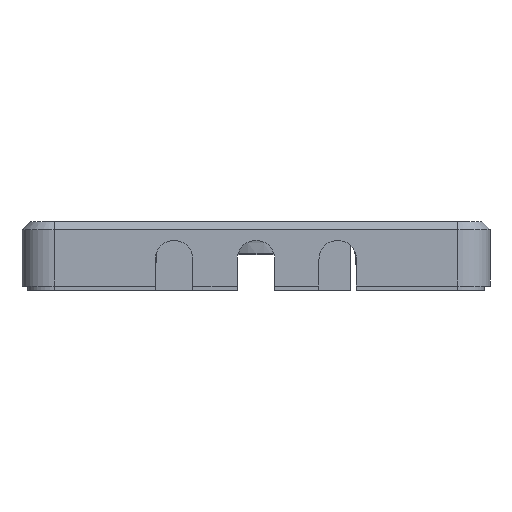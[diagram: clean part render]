
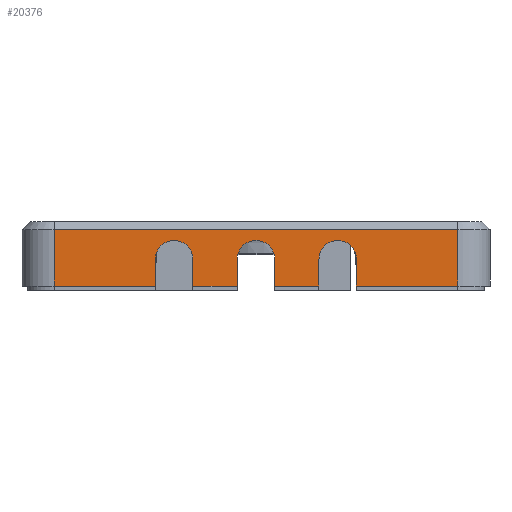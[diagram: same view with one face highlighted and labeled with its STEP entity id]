
A CAD part, front view. The second image highlights one B-rep face of the part: STEP entity #20376.
In plain terms, the highlighted planar face has unit normal (0, -1, 0).
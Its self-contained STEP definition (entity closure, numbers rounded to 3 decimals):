
#2755=LINE('',#36309,#4823);
#2759=LINE('',#36322,#4827);
#2761=LINE('',#36328,#4829);
#2762=LINE('',#36330,#4830);
#2763=LINE('',#36332,#4831);
#2764=LINE('',#36336,#4832);
#2765=LINE('',#36338,#4833);
#2766=LINE('',#36340,#4834);
#2767=LINE('',#36344,#4835);
#2768=LINE('',#36346,#4836);
#2769=LINE('',#36348,#4837);
#2770=LINE('',#36352,#4838);
#2771=LINE('',#36353,#4839);
#4823=VECTOR('',#24737,10.);
#4827=VECTOR('',#24753,10.);
#4829=VECTOR('',#24759,10.);
#4830=VECTOR('',#24760,10.);
#4831=VECTOR('',#24761,10.);
#4832=VECTOR('',#24764,10.);
#4833=VECTOR('',#24765,10.);
#4834=VECTOR('',#24766,10.);
#4835=VECTOR('',#24769,10.);
#4836=VECTOR('',#24770,10.);
#4837=VECTOR('',#24771,10.);
#4838=VECTOR('',#24774,10.);
#4839=VECTOR('',#24775,10.);
#6297=FACE_OUTER_BOUND('',#7515,.T.);
#7515=EDGE_LOOP('',(#17744,#17745,#17746,#17747,#17748,#17749,#17750,#17751,
#17752,#17753,#17754,#17755,#17756,#17757,#17758,#17759));
#7879=CIRCLE('',#21315,3.5);
#7880=CIRCLE('',#21316,3.5);
#7881=CIRCLE('',#21317,3.5);
#9623=VERTEX_POINT('',#36299);
#9625=VERTEX_POINT('',#36307);
#9628=VERTEX_POINT('',#36321);
#9630=VERTEX_POINT('',#36327);
#9631=VERTEX_POINT('',#36329);
#9632=VERTEX_POINT('',#36331);
#9633=VERTEX_POINT('',#36333);
#9634=VERTEX_POINT('',#36335);
#9635=VERTEX_POINT('',#36337);
#9636=VERTEX_POINT('',#36339);
#9637=VERTEX_POINT('',#36341);
#9638=VERTEX_POINT('',#36343);
#9639=VERTEX_POINT('',#36345);
#9640=VERTEX_POINT('',#36347);
#9641=VERTEX_POINT('',#36349);
#9642=VERTEX_POINT('',#36351);
#12392=EDGE_CURVE('',#9623,#9625,#2755,.T.);
#12398=EDGE_CURVE('',#9628,#9625,#2759,.T.);
#12401=EDGE_CURVE('',#9630,#9623,#2761,.T.);
#12402=EDGE_CURVE('',#9631,#9630,#2762,.T.);
#12403=EDGE_CURVE('',#9632,#9631,#2763,.T.);
#12404=EDGE_CURVE('',#9633,#9632,#7879,.T.);
#12405=EDGE_CURVE('',#9633,#9634,#2764,.T.);
#12406=EDGE_CURVE('',#9635,#9634,#2765,.T.);
#12407=EDGE_CURVE('',#9636,#9635,#2766,.T.);
#12408=EDGE_CURVE('',#9637,#9636,#7880,.T.);
#12409=EDGE_CURVE('',#9637,#9638,#2767,.T.);
#12410=EDGE_CURVE('',#9639,#9638,#2768,.T.);
#12411=EDGE_CURVE('',#9640,#9639,#2769,.T.);
#12412=EDGE_CURVE('',#9641,#9640,#7881,.T.);
#12413=EDGE_CURVE('',#9641,#9642,#2770,.T.);
#12414=EDGE_CURVE('',#9628,#9642,#2771,.T.);
#17744=ORIENTED_EDGE('',*,*,#12392,.F.);
#17745=ORIENTED_EDGE('',*,*,#12401,.F.);
#17746=ORIENTED_EDGE('',*,*,#12402,.F.);
#17747=ORIENTED_EDGE('',*,*,#12403,.F.);
#17748=ORIENTED_EDGE('',*,*,#12404,.F.);
#17749=ORIENTED_EDGE('',*,*,#12405,.T.);
#17750=ORIENTED_EDGE('',*,*,#12406,.F.);
#17751=ORIENTED_EDGE('',*,*,#12407,.F.);
#17752=ORIENTED_EDGE('',*,*,#12408,.F.);
#17753=ORIENTED_EDGE('',*,*,#12409,.T.);
#17754=ORIENTED_EDGE('',*,*,#12410,.F.);
#17755=ORIENTED_EDGE('',*,*,#12411,.F.);
#17756=ORIENTED_EDGE('',*,*,#12412,.F.);
#17757=ORIENTED_EDGE('',*,*,#12413,.T.);
#17758=ORIENTED_EDGE('',*,*,#12414,.F.);
#17759=ORIENTED_EDGE('',*,*,#12398,.T.);
#19343=PLANE('',#21314);
#20376=ADVANCED_FACE('',(#6297),#19343,.T.);
#21314=AXIS2_PLACEMENT_3D('',#36326,#24757,#24758);
#21315=AXIS2_PLACEMENT_3D('',#36334,#24762,#24763);
#21316=AXIS2_PLACEMENT_3D('',#36342,#24767,#24768);
#21317=AXIS2_PLACEMENT_3D('',#36350,#24772,#24773);
#24737=DIRECTION('',(1.,0.,0.));
#24753=DIRECTION('',(0.,0.,1.));
#24757=DIRECTION('center_axis',(0.,-1.,0.));
#24758=DIRECTION('ref_axis',(1.,0.,0.));
#24759=DIRECTION('',(0.,0.,1.));
#24760=DIRECTION('',(-1.,0.,0.));
#24761=DIRECTION('',(0.,0.,-1.));
#24762=DIRECTION('center_axis',(0.,-1.,0.));
#24763=DIRECTION('ref_axis',(0.707,0.,0.707));
#24764=DIRECTION('',(0.,0.,-1.));
#24765=DIRECTION('',(-1.,0.,0.));
#24766=DIRECTION('',(0.,0.,-1.));
#24767=DIRECTION('center_axis',(0.,-1.,0.));
#24768=DIRECTION('ref_axis',(0.707,0.,-0.707));
#24769=DIRECTION('',(0.,0.,-1.));
#24770=DIRECTION('',(-1.,0.,0.));
#24771=DIRECTION('',(0.,0.,-1.));
#24772=DIRECTION('center_axis',(0.,-1.,0.));
#24773=DIRECTION('ref_axis',(0.707,0.,0.707));
#24774=DIRECTION('',(0.,0.,-1.));
#24775=DIRECTION('',(-1.,0.,0.));
#36299=CARTESIAN_POINT('',(-37.64,-43.64,0.5));
#36307=CARTESIAN_POINT('',(37.64,-43.64,0.5));
#36309=CARTESIAN_POINT('',(-18.82,-43.64,0.5));
#36321=CARTESIAN_POINT('',(37.64,-43.64,-10.));
#36322=CARTESIAN_POINT('',(37.64,-43.64,0.));
#36326=CARTESIAN_POINT('Origin',(-37.64,-43.64,0.));
#36327=CARTESIAN_POINT('',(-37.64,-43.64,-10.));
#36328=CARTESIAN_POINT('',(-37.64,-43.64,0.));
#36329=CARTESIAN_POINT('',(-18.78,-43.64,-10.));
#36330=CARTESIAN_POINT('',(-37.64,-43.64,-10.));
#36331=CARTESIAN_POINT('',(-18.78,-43.64,-5.));
#36332=CARTESIAN_POINT('',(-18.78,-43.64,0.));
#36333=CARTESIAN_POINT('',(-11.78,-43.64,-5.));
#36334=CARTESIAN_POINT('Origin',(-15.28,-43.64,-5.));
#36335=CARTESIAN_POINT('',(-11.78,-43.64,-10.));
#36336=CARTESIAN_POINT('',(-11.78,-43.64,0.));
#36337=CARTESIAN_POINT('',(-3.5,-43.64,-10.));
#36338=CARTESIAN_POINT('',(-37.64,-43.64,-10.));
#36339=CARTESIAN_POINT('',(-3.5,-43.64,-5.));
#36340=CARTESIAN_POINT('',(-3.5,-43.64,0.));
#36341=CARTESIAN_POINT('',(3.5,-43.64,-5.));
#36342=CARTESIAN_POINT('Origin',(0.,-43.64,
-5.));
#36343=CARTESIAN_POINT('',(3.5,-43.64,-10.));
#36344=CARTESIAN_POINT('',(3.5,-43.64,0.));
#36345=CARTESIAN_POINT('',(11.74,-43.64,-10.));
#36346=CARTESIAN_POINT('',(-37.64,-43.64,-10.));
#36347=CARTESIAN_POINT('',(11.74,-43.64,-5.));
#36348=CARTESIAN_POINT('',(11.74,-43.64,0.));
#36349=CARTESIAN_POINT('',(18.74,-43.64,-5.));
#36350=CARTESIAN_POINT('Origin',(15.24,-43.64,-5.));
#36351=CARTESIAN_POINT('',(18.74,-43.64,-10.));
#36352=CARTESIAN_POINT('',(18.74,-43.64,0.));
#36353=CARTESIAN_POINT('',(-37.64,-43.64,-10.));
